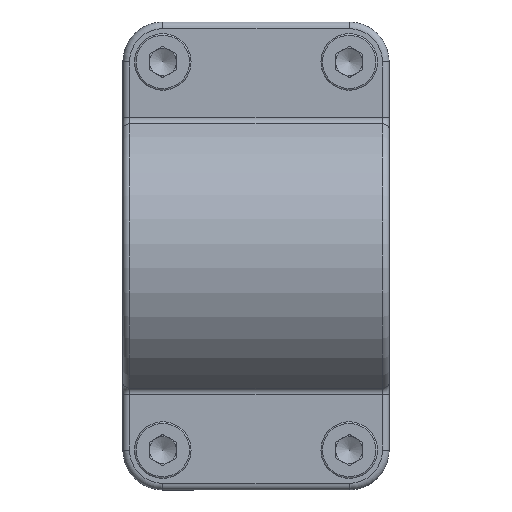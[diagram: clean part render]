
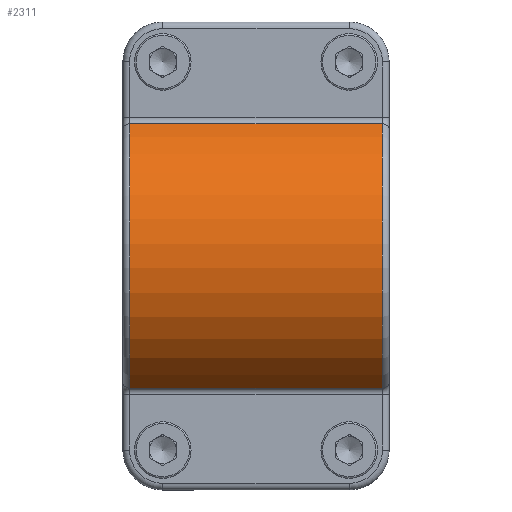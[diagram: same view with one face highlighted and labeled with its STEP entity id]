
A CAD part, front view. The second image highlights one B-rep face of the part: STEP entity #2311.
In plain terms, the highlighted cylindrical face has radius 22.5 mm (diameter 45 mm), a partial arc.
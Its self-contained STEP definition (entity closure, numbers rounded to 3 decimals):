
#80 = CARTESIAN_POINT ( 'NONE',  ( 0., 0., 40. ) ) ;
#361 = VECTOR ( 'NONE', #2390, 1000. ) ;
#381 = CARTESIAN_POINT ( 'NONE',  ( 0., 0., 39. ) ) ;
#403 = DIRECTION ( 'NONE',  ( 0., 0., -1. ) ) ;
#419 = DIRECTION ( 'NONE',  ( 1., 0., 0. ) ) ;
#501 = LINE ( 'NONE', #1520, #361 ) ;
#851 = AXIS2_PLACEMENT_3D ( 'NONE', #381, #403, #419 ) ;
#980 = ORIENTED_EDGE ( 'NONE', *, *, #4817, .T. ) ;
#1017 = ORIENTED_EDGE ( 'NONE', *, *, #1050, .T. ) ;
#1022 = ORIENTED_EDGE ( 'NONE', *, *, #2653, .T. ) ;
#1038 = ORIENTED_EDGE ( 'NONE', *, *, #4207, .T. ) ;
#1050 = EDGE_CURVE ( 'NONE', #2809, #3140, #2209, .T. ) ;
#1162 = DIRECTION ( 'NONE',  ( 0., 0., 1. ) ) ;
#1520 = CARTESIAN_POINT ( 'NONE',  ( -19.883, -10.532, 40. ) ) ;
#1812 = VERTEX_POINT ( 'NONE', #2204 ) ;
#1816 = VECTOR ( 'NONE', #2329, 1000. ) ;
#1866 = LINE ( 'NONE', #5291, #1816 ) ;
#2003 = AXIS2_PLACEMENT_3D ( 'NONE', #3813, #1162, #4223 ) ;
#2092 = DIRECTION ( 'NONE',  ( 0., 0., -1. ) ) ;
#2132 = CARTESIAN_POINT ( 'NONE',  ( -19.883, -10.532, 39. ) ) ;
#2204 = CARTESIAN_POINT ( 'NONE',  ( -19.883, -10.532, 1. ) ) ;
#2209 = CIRCLE ( 'NONE', #851, 22.5 ) ;
#2311 = ADVANCED_FACE ( 'NONE', ( #4761 ), #4617, .T. ) ;
#2329 = DIRECTION ( 'NONE',  ( 0., 0., 1. ) ) ;
#2390 = DIRECTION ( 'NONE',  ( 0., 0., -1. ) ) ;
#2470 = AXIS2_PLACEMENT_3D ( 'NONE', #80, #2092, #2791 ) ;
#2653 = EDGE_CURVE ( 'NONE', #4744, #2809, #1866, .T. ) ;
#2791 = DIRECTION ( 'NONE',  ( -1., 0., 0. ) ) ;
#2809 = VERTEX_POINT ( 'NONE', #2871 ) ;
#2812 = EDGE_LOOP ( 'NONE', ( #1038, #1022, #1017, #980 ) ) ;
#2871 = CARTESIAN_POINT ( 'NONE',  ( 19.883, -10.532, 39. ) ) ;
#3140 = VERTEX_POINT ( 'NONE', #2132 ) ;
#3813 = CARTESIAN_POINT ( 'NONE',  ( 0., 0., 1. ) ) ;
#4103 = CARTESIAN_POINT ( 'NONE',  ( 19.883, -10.532, 1. ) ) ;
#4207 = EDGE_CURVE ( 'NONE', #1812, #4744, #5044, .T. ) ;
#4223 = DIRECTION ( 'NONE',  ( 1., 0., 0. ) ) ;
#4617 = CYLINDRICAL_SURFACE ( 'NONE', #2470, 22.5 ) ;
#4744 = VERTEX_POINT ( 'NONE', #4103 ) ;
#4761 = FACE_OUTER_BOUND ( 'NONE', #2812, .T. ) ;
#4817 = EDGE_CURVE ( 'NONE', #3140, #1812, #501, .T. ) ;
#5044 = CIRCLE ( 'NONE', #2003, 22.5 ) ;
#5291 = CARTESIAN_POINT ( 'NONE',  ( 19.883, -10.532, 40. ) ) ;
